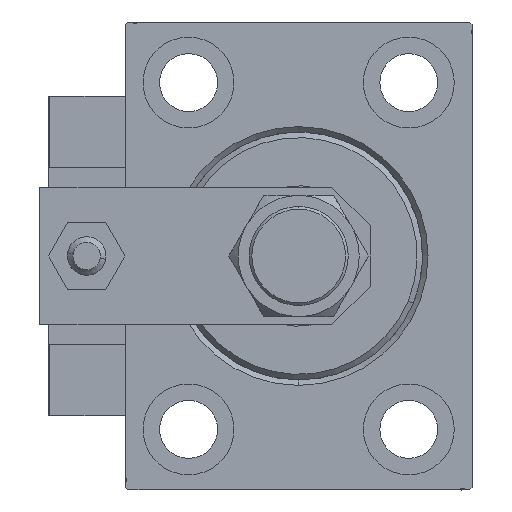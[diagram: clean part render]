
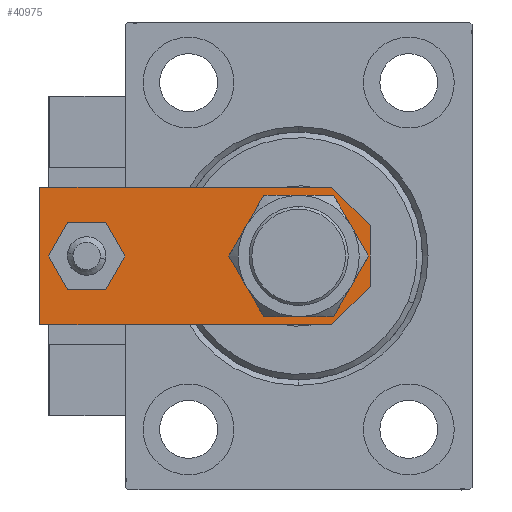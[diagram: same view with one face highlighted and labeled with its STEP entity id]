
A CAD part, left-side view. The second image highlights one B-rep face of the part: STEP entity #40975.
In plain terms, the highlighted face is planar.
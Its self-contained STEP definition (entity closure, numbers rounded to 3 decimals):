
#8 = CIRCLE ( 'NONE', #10230, 4. ) ;
#690 = DIRECTION ( 'NONE',  ( 1., 0., 0. ) ) ;
#1735 = DIRECTION ( 'NONE',  ( 0., 0., 1. ) ) ;
#2002 = FACE_BOUND ( 'NONE', #10719, .T. ) ;
#2126 = CARTESIAN_POINT ( 'NONE',  ( -4., 51.5, 6. ) ) ;
#2590 = CARTESIAN_POINT ( 'NONE',  ( 12.5, 7., 6. ) ) ;
#2813 = DIRECTION ( 'NONE',  ( 0., 1., 0. ) ) ;
#2931 = CARTESIAN_POINT ( 'NONE',  ( -5.5, 0., 6. ) ) ;
#2975 = CARTESIAN_POINT ( 'NONE',  ( -12.5, 7., 6. ) ) ;
#5262 = AXIS2_PLACEMENT_3D ( 'NONE', #12150, #28134, #44342 ) ;
#5981 = CARTESIAN_POINT ( 'NONE',  ( 8.25, 13., 6. ) ) ;
#6547 = VERTEX_POINT ( 'NONE', #42840 ) ;
#8266 = CARTESIAN_POINT ( 'NONE',  ( 12.5, 60., 6. ) ) ;
#9459 = CIRCLE ( 'NONE', #5262, 8.25 ) ;
#10140 = EDGE_CURVE ( 'NONE', #28165, #35725, #42128, .T. ) ;
#10230 = AXIS2_PLACEMENT_3D ( 'NONE', #36559, #17112, #12580 ) ;
#10567 = AXIS2_PLACEMENT_3D ( 'NONE', #38217, #1735, #22520 ) ;
#10617 = VERTEX_POINT ( 'NONE', #2931 ) ;
#10719 = EDGE_LOOP ( 'NONE', ( #40951, #49489 ) ) ;
#11268 = DIRECTION ( 'NONE',  ( 0., -1., 0. ) ) ;
#12150 = CARTESIAN_POINT ( 'NONE',  ( 0., 13., 6. ) ) ;
#12459 = ORIENTED_EDGE ( 'NONE', *, *, #28252, .F. ) ;
#12580 = DIRECTION ( 'NONE',  ( 1., 0., 0. ) ) ;
#14007 = CARTESIAN_POINT ( 'NONE',  ( -2.75, -2.75, 6. ) ) ;
#16651 = VECTOR ( 'NONE', #2813, 1000. ) ;
#17015 = EDGE_LOOP ( 'NONE', ( #12459, #49168 ) ) ;
#17112 = DIRECTION ( 'NONE',  ( 0., 0., 1. ) ) ;
#17861 = VERTEX_POINT ( 'NONE', #2975 ) ;
#17976 = PLANE ( 'NONE',  #10567 ) ;
#18036 = LINE ( 'NONE', #38019, #43148 ) ;
#18711 = VECTOR ( 'NONE', #11268, 1000. ) ;
#18742 = VERTEX_POINT ( 'NONE', #2590 ) ;
#18789 = VECTOR ( 'NONE', #690, 1000. ) ;
#19805 = EDGE_CURVE ( 'NONE', #17861, #10617, #50970, .T. ) ;
#21223 = ORIENTED_EDGE ( 'NONE', *, *, #33413, .T. ) ;
#21995 = DIRECTION ( 'NONE',  ( 0.707, -0.707, 0. ) ) ;
#22520 = DIRECTION ( 'NONE',  ( 1., 0., 0. ) ) ;
#22812 = CARTESIAN_POINT ( 'NONE',  ( 0., 51.5, 6. ) ) ;
#22820 = LINE ( 'NONE', #48296, #16651 ) ;
#23177 = VECTOR ( 'NONE', #30391, 1000. ) ;
#25823 = CIRCLE ( 'NONE', #32606, 4. ) ;
#25836 = EDGE_LOOP ( 'NONE', ( #27104, #38644, #37919, #42814, #30851, #21223 ) ) ;
#25884 = CARTESIAN_POINT ( 'NONE',  ( 12.5, 60., 6. ) ) ;
#26033 = DIRECTION ( 'NONE',  ( 0.707, 0.707, 0. ) ) ;
#27104 = ORIENTED_EDGE ( 'NONE', *, *, #28181, .T. ) ;
#27306 = DIRECTION ( 'NONE',  ( 0., 0., 1. ) ) ;
#28134 = DIRECTION ( 'NONE',  ( 0., 0., 1. ) ) ;
#28165 = VERTEX_POINT ( 'NONE', #5981 ) ;
#28181 = EDGE_CURVE ( 'NONE', #43450, #17861, #48248, .T. ) ;
#28252 = EDGE_CURVE ( 'NONE', #48157, #6547, #8, .T. ) ;
#30218 = FACE_OUTER_BOUND ( 'NONE', #25836, .T. ) ;
#30391 = DIRECTION ( 'NONE',  ( -1., 0., 0. ) ) ;
#30462 = EDGE_CURVE ( 'NONE', #10617, #47841, #32901, .T. ) ;
#30851 = ORIENTED_EDGE ( 'NONE', *, *, #45146, .T. ) ;
#31419 = EDGE_CURVE ( 'NONE', #35725, #28165, #9459, .T. ) ;
#32091 = CARTESIAN_POINT ( 'NONE',  ( -8.25, 13., 6. ) ) ;
#32606 = AXIS2_PLACEMENT_3D ( 'NONE', #22812, #27306, #34779 ) ;
#32901 = LINE ( 'NONE', #49117, #18789 ) ;
#33355 = CARTESIAN_POINT ( 'NONE',  ( 5.5, 0., 6. ) ) ;
#33413 = EDGE_CURVE ( 'NONE', #48088, #43450, #38131, .T. ) ;
#33960 = FACE_BOUND ( 'NONE', #17015, .T. ) ;
#34779 = DIRECTION ( 'NONE',  ( 1., 0., 0. ) ) ;
#35725 = VERTEX_POINT ( 'NONE', #32091 ) ;
#36559 = CARTESIAN_POINT ( 'NONE',  ( 0., 51.5, 6. ) ) ;
#36581 = CARTESIAN_POINT ( 'NONE',  ( 0., 13., 6. ) ) ;
#37015 = AXIS2_PLACEMENT_3D ( 'NONE', #36581, #52267, #40573 ) ;
#37919 = ORIENTED_EDGE ( 'NONE', *, *, #30462, .T. ) ;
#38019 = CARTESIAN_POINT ( 'NONE',  ( 2.75, -2.75, 6. ) ) ;
#38114 = VECTOR ( 'NONE', #21995, 1000. ) ;
#38131 = LINE ( 'NONE', #25884, #23177 ) ;
#38217 = CARTESIAN_POINT ( 'NONE',  ( 0., 0., 6. ) ) ;
#38644 = ORIENTED_EDGE ( 'NONE', *, *, #19805, .T. ) ;
#39474 = CARTESIAN_POINT ( 'NONE',  ( -12.5, 60., 6. ) ) ;
#39612 = EDGE_CURVE ( 'NONE', #6547, #48157, #25823, .T. ) ;
#40573 = DIRECTION ( 'NONE',  ( 1., 0., 0. ) ) ;
#40951 = ORIENTED_EDGE ( 'NONE', *, *, #31419, .F. ) ;
#40975 = ADVANCED_FACE ( 'NONE', ( #33960, #30218, #2002 ), #17976, .T. ) ;
#42128 = CIRCLE ( 'NONE', #37015, 8.25 ) ;
#42814 = ORIENTED_EDGE ( 'NONE', *, *, #48455, .T. ) ;
#42840 = CARTESIAN_POINT ( 'NONE',  ( 4., 51.5, 6. ) ) ;
#43148 = VECTOR ( 'NONE', #26033, 1000. ) ;
#43450 = VERTEX_POINT ( 'NONE', #39474 ) ;
#44342 = DIRECTION ( 'NONE',  ( 1., 0., 0. ) ) ;
#45146 = EDGE_CURVE ( 'NONE', #18742, #48088, #22820, .T. ) ;
#47720 = CARTESIAN_POINT ( 'NONE',  ( -12.5, 60., 6. ) ) ;
#47841 = VERTEX_POINT ( 'NONE', #33355 ) ;
#48088 = VERTEX_POINT ( 'NONE', #8266 ) ;
#48157 = VERTEX_POINT ( 'NONE', #2126 ) ;
#48248 = LINE ( 'NONE', #47720, #18711 ) ;
#48296 = CARTESIAN_POINT ( 'NONE',  ( 12.5, 0., 6. ) ) ;
#48455 = EDGE_CURVE ( 'NONE', #47841, #18742, #18036, .T. ) ;
#49117 = CARTESIAN_POINT ( 'NONE',  ( -12.5, 0., 6. ) ) ;
#49168 = ORIENTED_EDGE ( 'NONE', *, *, #39612, .F. ) ;
#49489 = ORIENTED_EDGE ( 'NONE', *, *, #10140, .F. ) ;
#50970 = LINE ( 'NONE', #14007, #38114 ) ;
#52267 = DIRECTION ( 'NONE',  ( 0., 0., 1. ) ) ;
